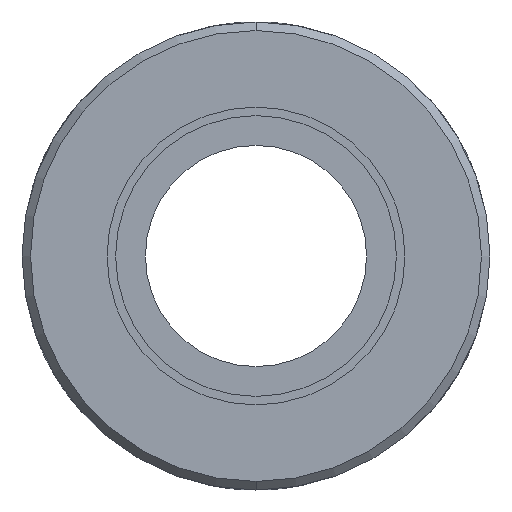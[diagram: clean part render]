
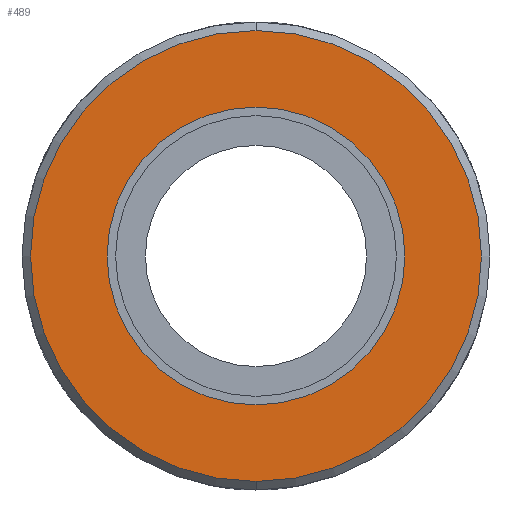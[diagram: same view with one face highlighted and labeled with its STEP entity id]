
A CAD part, front view. The second image highlights one B-rep face of the part: STEP entity #489.
In plain terms, the highlighted planar face has unit normal (0, -1, 0).
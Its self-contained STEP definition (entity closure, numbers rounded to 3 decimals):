
#17 = AXIS2_PLACEMENT_3D ( 'NONE', #1020, #312, #1138 ) ;
#79 = CARTESIAN_POINT ( 'NONE',  ( 0., -4.906, 0. ) ) ;
#127 = CIRCLE ( 'NONE', #173, 5.3 ) ;
#134 = ORIENTED_EDGE ( 'NONE', *, *, #1003, .T. ) ;
#162 = DIRECTION ( 'NONE',  ( 0., 1., 0. ) ) ;
#173 = AXIS2_PLACEMENT_3D ( 'NONE', #657, #1459, #775 ) ;
#175 = CARTESIAN_POINT ( 'NONE',  ( 0., -4.906, 3.5 ) ) ;
#199 = DIRECTION ( 'NONE',  ( 0., 0., 1. ) ) ;
#227 = VERTEX_POINT ( 'NONE', #1482 ) ;
#312 = DIRECTION ( 'NONE',  ( 0., -1., 0. ) ) ;
#351 = CIRCLE ( 'NONE', #745, 3.5 ) ;
#389 = PLANE ( 'NONE',  #885 ) ;
#398 = EDGE_CURVE ( 'NONE', #792, #463, #772, .T. ) ;
#434 = EDGE_CURVE ( 'NONE', #227, #1303, #127, .T. ) ;
#463 = VERTEX_POINT ( 'NONE', #175 ) ;
#464 = ORIENTED_EDGE ( 'NONE', *, *, #621, .T. ) ;
#483 = FACE_BOUND ( 'NONE', #686, .T. ) ;
#489 = ADVANCED_FACE ( 'NONE', ( #1432, #483 ), #389, .F. ) ;
#517 = DIRECTION ( 'NONE',  ( 0., 0., 1. ) ) ;
#621 = EDGE_CURVE ( 'NONE', #463, #792, #351, .T. ) ;
#657 = CARTESIAN_POINT ( 'NONE',  ( 0., -4.906, 0. ) ) ;
#686 = EDGE_LOOP ( 'NONE', ( #464, #1418 ) ) ;
#745 = AXIS2_PLACEMENT_3D ( 'NONE', #79, #902, #199 ) ;
#772 = CIRCLE ( 'NONE', #1370, 3.5 ) ;
#775 = DIRECTION ( 'NONE',  ( 0., 0., 1. ) ) ;
#792 = VERTEX_POINT ( 'NONE', #1520 ) ;
#864 = CARTESIAN_POINT ( 'NONE',  ( 3.5, -4.906, 0. ) ) ;
#874 = CARTESIAN_POINT ( 'NONE',  ( 0., -4.906, 0. ) ) ;
#885 = AXIS2_PLACEMENT_3D ( 'NONE', #864, #1205, #517 ) ;
#902 = DIRECTION ( 'NONE',  ( 0., 1., 0. ) ) ;
#991 = DIRECTION ( 'NONE',  ( 0., 0., 1. ) ) ;
#995 = ORIENTED_EDGE ( 'NONE', *, *, #434, .T. ) ;
#1003 = EDGE_CURVE ( 'NONE', #1303, #227, #1058, .T. ) ;
#1020 = CARTESIAN_POINT ( 'NONE',  ( 0., -4.906, 0. ) ) ;
#1034 = EDGE_LOOP ( 'NONE', ( #134, #995 ) ) ;
#1058 = CIRCLE ( 'NONE', #17, 5.3 ) ;
#1138 = DIRECTION ( 'NONE',  ( 0., 0., 1. ) ) ;
#1205 = DIRECTION ( 'NONE',  ( 0., 1., 0. ) ) ;
#1303 = VERTEX_POINT ( 'NONE', #1398 ) ;
#1370 = AXIS2_PLACEMENT_3D ( 'NONE', #874, #162, #991 ) ;
#1398 = CARTESIAN_POINT ( 'NONE',  ( 0., -4.906, 5.3 ) ) ;
#1418 = ORIENTED_EDGE ( 'NONE', *, *, #398, .T. ) ;
#1432 = FACE_OUTER_BOUND ( 'NONE', #1034, .T. ) ;
#1459 = DIRECTION ( 'NONE',  ( 0., -1., 0. ) ) ;
#1482 = CARTESIAN_POINT ( 'NONE',  ( 0., -4.906, -5.3 ) ) ;
#1520 = CARTESIAN_POINT ( 'NONE',  ( 0., -4.906, -3.5 ) ) ;
